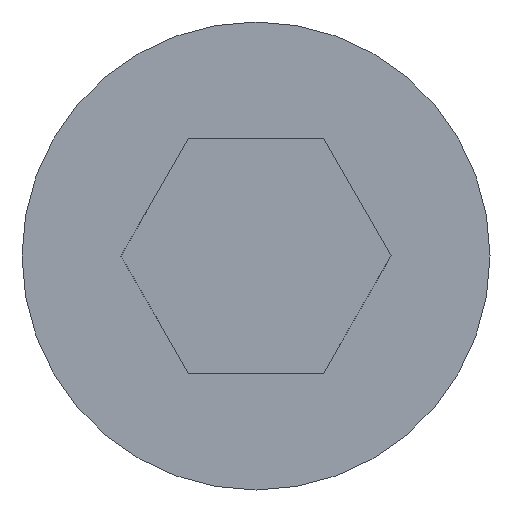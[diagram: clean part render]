
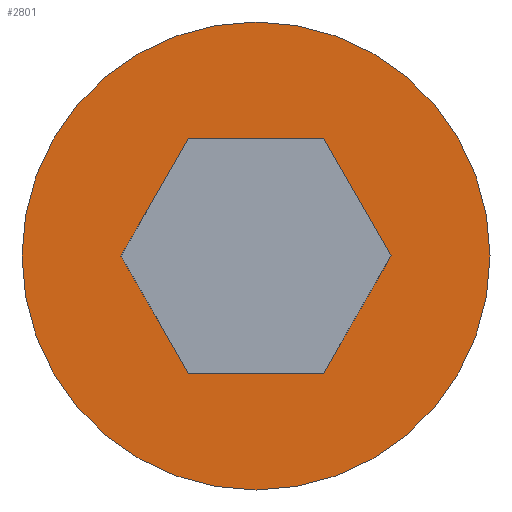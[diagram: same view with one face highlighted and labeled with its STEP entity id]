
A CAD part, front view. The second image highlights one B-rep face of the part: STEP entity #2801.
In plain terms, the highlighted planar face has unit normal (0, -1, 0).
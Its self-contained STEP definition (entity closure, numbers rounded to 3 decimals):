
#40 = EDGE_CURVE ( 'NONE', #2737, #1527, #95, .T. ) ;
#43 = VERTEX_POINT ( 'NONE', #344 ) ;
#68 = DIRECTION ( 'NONE',  ( 0., 0., 1. ) ) ;
#95 = LINE ( 'NONE', #580, #3066 ) ;
#213 = DIRECTION ( 'NONE',  ( -0.5, 0., -0.866 ) ) ;
#238 = ORIENTED_EDGE ( 'NONE', *, *, #2268, .F. ) ;
#344 = CARTESIAN_POINT ( 'NONE',  ( -0.866, 0., -1.5 ) ) ;
#442 = ORIENTED_EDGE ( 'NONE', *, *, #1969, .F. ) ;
#467 = AXIS2_PLACEMENT_3D ( 'NONE', #1676, #2904, #2134 ) ;
#580 = CARTESIAN_POINT ( 'NONE',  ( 0.866, 0., 1.5 ) ) ;
#591 = CIRCLE ( 'NONE', #1481, 3. ) ;
#606 = EDGE_CURVE ( 'NONE', #1527, #2671, #2917, .T. ) ;
#614 = CARTESIAN_POINT ( 'NONE',  ( 0.866, 0., -1.5 ) ) ;
#647 = FACE_OUTER_BOUND ( 'NONE', #941, .T. ) ;
#701 = DIRECTION ( 'NONE',  ( 0., 1., 0. ) ) ;
#715 = VERTEX_POINT ( 'NONE', #1525 ) ;
#731 = ORIENTED_EDGE ( 'NONE', *, *, #1834, .F. ) ;
#754 = VECTOR ( 'NONE', #2592, 1000. ) ;
#782 = CARTESIAN_POINT ( 'NONE',  ( -0.866, 0., 1.5 ) ) ;
#791 = DIRECTION ( 'NONE',  ( 0.5, 0., -0.866 ) ) ;
#872 = DIRECTION ( 'NONE',  ( 1., 0., 0. ) ) ;
#874 = ORIENTED_EDGE ( 'NONE', *, *, #1012, .F. ) ;
#877 = VECTOR ( 'NONE', #791, 1000. ) ;
#941 = EDGE_LOOP ( 'NONE', ( #731, #2447 ) ) ;
#1012 = EDGE_CURVE ( 'NONE', #1697, #1431, #1064, .T. ) ;
#1037 = CARTESIAN_POINT ( 'NONE',  ( -1.732, 0., 0. ) ) ;
#1053 = EDGE_CURVE ( 'NONE', #43, #1697, #2059, .T. ) ;
#1064 = LINE ( 'NONE', #614, #754 ) ;
#1105 = ORIENTED_EDGE ( 'NONE', *, *, #606, .F. ) ;
#1226 = CARTESIAN_POINT ( 'NONE',  ( 0., 0., -3. ) ) ;
#1270 = EDGE_CURVE ( 'NONE', #715, #1454, #591, .T. ) ;
#1352 = LINE ( 'NONE', #1037, #877 ) ;
#1361 = CARTESIAN_POINT ( 'NONE',  ( -0.866, 0., -1.5 ) ) ;
#1379 = DIRECTION ( 'NONE',  ( 0., 0., 1. ) ) ;
#1405 = LINE ( 'NONE', #2379, #2292 ) ;
#1407 = CARTESIAN_POINT ( 'NONE',  ( -0.866, 0., 1.5 ) ) ;
#1429 = FACE_BOUND ( 'NONE', #2724, .T. ) ;
#1431 = VERTEX_POINT ( 'NONE', #3179 ) ;
#1454 = VERTEX_POINT ( 'NONE', #1226 ) ;
#1481 = AXIS2_PLACEMENT_3D ( 'NONE', #2905, #701, #1379 ) ;
#1525 = CARTESIAN_POINT ( 'NONE',  ( 0., 0., 3. ) ) ;
#1527 = VERTEX_POINT ( 'NONE', #782 ) ;
#1625 = PLANE ( 'NONE',  #467 ) ;
#1676 = CARTESIAN_POINT ( 'NONE',  ( 0., 0., 0. ) ) ;
#1697 = VERTEX_POINT ( 'NONE', #2320 ) ;
#1723 = CIRCLE ( 'NONE', #2651, 3. ) ;
#1834 = EDGE_CURVE ( 'NONE', #1454, #715, #1723, .T. ) ;
#1844 = DIRECTION ( 'NONE',  ( -1., 0., 0. ) ) ;
#1943 = CARTESIAN_POINT ( 'NONE',  ( -1.732, 0., 0. ) ) ;
#1969 = EDGE_CURVE ( 'NONE', #1431, #2737, #1405, .T. ) ;
#2059 = LINE ( 'NONE', #1361, #2977 ) ;
#2111 = DIRECTION ( 'NONE',  ( 0., 1., 0. ) ) ;
#2134 = DIRECTION ( 'NONE',  ( 0., 0., 1. ) ) ;
#2268 = EDGE_CURVE ( 'NONE', #2671, #43, #1352, .T. ) ;
#2292 = VECTOR ( 'NONE', #2396, 1000. ) ;
#2320 = CARTESIAN_POINT ( 'NONE',  ( 0.866, 0., -1.5 ) ) ;
#2379 = CARTESIAN_POINT ( 'NONE',  ( 1.732, 0., 0. ) ) ;
#2396 = DIRECTION ( 'NONE',  ( -0.5, 0., 0.866 ) ) ;
#2429 = ORIENTED_EDGE ( 'NONE', *, *, #1053, .F. ) ;
#2447 = ORIENTED_EDGE ( 'NONE', *, *, #1270, .F. ) ;
#2592 = DIRECTION ( 'NONE',  ( 0.5, 0., 0.866 ) ) ;
#2651 = AXIS2_PLACEMENT_3D ( 'NONE', #2837, #2111, #68 ) ;
#2671 = VERTEX_POINT ( 'NONE', #1943 ) ;
#2684 = ORIENTED_EDGE ( 'NONE', *, *, #40, .F. ) ;
#2724 = EDGE_LOOP ( 'NONE', ( #442, #874, #2429, #238, #1105, #2684 ) ) ;
#2737 = VERTEX_POINT ( 'NONE', #2943 ) ;
#2801 = ADVANCED_FACE ( 'NONE', ( #1429, #647 ), #1625, .F. ) ;
#2837 = CARTESIAN_POINT ( 'NONE',  ( 0., 0., 0. ) ) ;
#2904 = DIRECTION ( 'NONE',  ( 0., 1., 0. ) ) ;
#2905 = CARTESIAN_POINT ( 'NONE',  ( 0., 0., 0. ) ) ;
#2917 = LINE ( 'NONE', #1407, #2927 ) ;
#2927 = VECTOR ( 'NONE', #213, 1000. ) ;
#2943 = CARTESIAN_POINT ( 'NONE',  ( 0.866, 0., 1.5 ) ) ;
#2977 = VECTOR ( 'NONE', #872, 1000. ) ;
#3066 = VECTOR ( 'NONE', #1844, 1000. ) ;
#3179 = CARTESIAN_POINT ( 'NONE',  ( 1.732, 0., 0. ) ) ;
